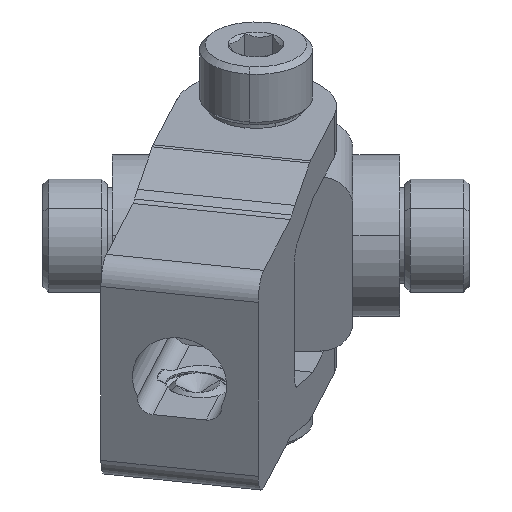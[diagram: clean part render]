
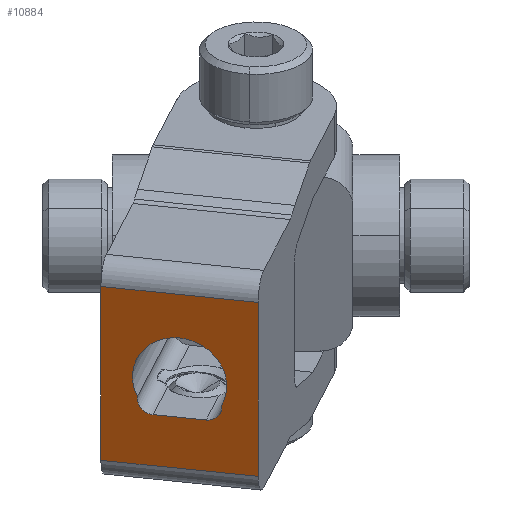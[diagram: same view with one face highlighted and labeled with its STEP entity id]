
A CAD part, top view. The second image highlights one B-rep face of the part: STEP entity #10884.
In plain terms, the highlighted face is planar.
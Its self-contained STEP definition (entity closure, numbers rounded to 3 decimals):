
#752 = EDGE_LOOP ( 'NONE', ( #982, #26141, #10180, #11375 ) ) ;
#763 = EDGE_CURVE ( 'NONE', #19800, #15757, #20423, .T. ) ;
#982 = ORIENTED_EDGE ( 'NONE', *, *, #11422, .F. ) ;
#1591 = CARTESIAN_POINT ( 'NONE',  ( -1.349, 7.679, -17. ) ) ;
#1636 = CARTESIAN_POINT ( 'NONE',  ( -2.48, 6.688, -17. ) ) ;
#2038 = CARTESIAN_POINT ( 'NONE',  ( -6., 10., -17. ) ) ;
#2497 = EDGE_CURVE ( 'NONE', #6093, #13308, #22284, .T. ) ;
#2580 = AXIS2_PLACEMENT_3D ( 'NONE', #22556, #12288, #24596 ) ;
#2693 = DIRECTION ( 'NONE',  ( 0., 1., 0. ) ) ;
#2782 = AXIS2_PLACEMENT_3D ( 'NONE', #15854, #19491, #21711 ) ;
#3172 = VERTEX_POINT ( 'NONE', #1636 ) ;
#3560 = AXIS2_PLACEMENT_3D ( 'NONE', #8264, #6232, #4185 ) ;
#3799 = CARTESIAN_POINT ( 'NONE',  ( 0., 10., -17. ) ) ;
#4042 = CARTESIAN_POINT ( 'NONE',  ( -1.349, 2.321, -17. ) ) ;
#4185 = DIRECTION ( 'NONE',  ( 1., 0., 0. ) ) ;
#4200 = VERTEX_POINT ( 'NONE', #10960 ) ;
#6093 = VERTEX_POINT ( 'NONE', #13727 ) ;
#6232 = DIRECTION ( 'NONE',  ( 0., 0., 1. ) ) ;
#6388 = CIRCLE ( 'NONE', #2580, 1. ) ;
#7519 = DIRECTION ( 'NONE',  ( 1., 0., 0. ) ) ;
#8023 = DIRECTION ( 'NONE',  ( 0., 1., 0. ) ) ;
#8167 = EDGE_CURVE ( 'NONE', #6093, #4200, #12010, .T. ) ;
#8264 = CARTESIAN_POINT ( 'NONE',  ( 0., 0., -17. ) ) ;
#10180 = ORIENTED_EDGE ( 'NONE', *, *, #23181, .F. ) ;
#10216 = CARTESIAN_POINT ( 'NONE',  ( -6., 0., -17. ) ) ;
#10797 = ORIENTED_EDGE ( 'NONE', *, *, #2497, .T. ) ;
#10884 = ADVANCED_FACE ( 'NONE', ( #17996, #12627 ), #22615, .F. ) ;
#10960 = CARTESIAN_POINT ( 'NONE',  ( 6., 10., -17. ) ) ;
#10975 = DIRECTION ( 'NONE',  ( -1., 0., 0. ) ) ;
#11067 = DIRECTION ( 'NONE',  ( 0., 0., -1. ) ) ;
#11138 = VECTOR ( 'NONE', #8023, 1000. ) ;
#11375 = ORIENTED_EDGE ( 'NONE', *, *, #19935, .T. ) ;
#11422 = EDGE_CURVE ( 'NONE', #15757, #19628, #22744, .T. ) ;
#12010 = LINE ( 'NONE', #24999, #12992 ) ;
#12189 = AXIS2_PLACEMENT_3D ( 'NONE', #21070, #11067, #10975 ) ;
#12288 = DIRECTION ( 'NONE',  ( 0., 0., -1. ) ) ;
#12627 = FACE_OUTER_BOUND ( 'NONE', #14638, .T. ) ;
#12992 = VECTOR ( 'NONE', #2693, 1000. ) ;
#13308 = VERTEX_POINT ( 'NONE', #10216 ) ;
#13350 = LINE ( 'NONE', #17862, #11138 ) ;
#13727 = CARTESIAN_POINT ( 'NONE',  ( 6., 0., -17. ) ) ;
#14638 = EDGE_LOOP ( 'NONE', ( #24704, #15938, #10797, #25817 ) ) ;
#15082 = LINE ( 'NONE', #3799, #26184 ) ;
#15757 = VERTEX_POINT ( 'NONE', #4042 ) ;
#15854 = CARTESIAN_POINT ( 'NONE',  ( -1.48, 3.312, -17. ) ) ;
#15907 = VERTEX_POINT ( 'NONE', #2038 ) ;
#15938 = ORIENTED_EDGE ( 'NONE', *, *, #8167, .F. ) ;
#17329 = CARTESIAN_POINT ( 'NONE',  ( -2.48, 3.312, -17. ) ) ;
#17508 = VECTOR ( 'NONE', #21519, 1000. ) ;
#17862 = CARTESIAN_POINT ( 'NONE',  ( -6., 0., -17. ) ) ;
#17996 = FACE_BOUND ( 'NONE', #752, .T. ) ;
#19491 = DIRECTION ( 'NONE',  ( 0., 0., -1. ) ) ;
#19628 = VERTEX_POINT ( 'NONE', #17329 ) ;
#19800 = VERTEX_POINT ( 'NONE', #1591 ) ;
#19935 = EDGE_CURVE ( 'NONE', #3172, #19628, #22938, .T. ) ;
#20382 = VECTOR ( 'NONE', #22125, 1000. ) ;
#20423 = CIRCLE ( 'NONE', #12189, 3. ) ;
#20554 = EDGE_CURVE ( 'NONE', #15907, #4200, #15082, .T. ) ;
#21070 = CARTESIAN_POINT ( 'NONE',  ( 0., 5., -17. ) ) ;
#21519 = DIRECTION ( 'NONE',  ( -1., 0., 0. ) ) ;
#21711 = DIRECTION ( 'NONE',  ( -1., 0., 0. ) ) ;
#22125 = DIRECTION ( 'NONE',  ( 0., -1., 0. ) ) ;
#22284 = LINE ( 'NONE', #25783, #17508 ) ;
#22556 = CARTESIAN_POINT ( 'NONE',  ( -1.48, 6.688, -17. ) ) ;
#22615 = PLANE ( 'NONE',  #3560 ) ;
#22744 = CIRCLE ( 'NONE', #2782, 1. ) ;
#22938 = LINE ( 'NONE', #24247, #20382 ) ;
#23021 = EDGE_CURVE ( 'NONE', #13308, #15907, #13350, .T. ) ;
#23181 = EDGE_CURVE ( 'NONE', #3172, #19800, #6388, .T. ) ;
#24247 = CARTESIAN_POINT ( 'NONE',  ( -2.48, 0., -17. ) ) ;
#24596 = DIRECTION ( 'NONE',  ( -1., 0., 0. ) ) ;
#24704 = ORIENTED_EDGE ( 'NONE', *, *, #20554, .T. ) ;
#24999 = CARTESIAN_POINT ( 'NONE',  ( 6., 0., -17. ) ) ;
#25783 = CARTESIAN_POINT ( 'NONE',  ( 0., 0., -17. ) ) ;
#25817 = ORIENTED_EDGE ( 'NONE', *, *, #23021, .T. ) ;
#26141 = ORIENTED_EDGE ( 'NONE', *, *, #763, .F. ) ;
#26184 = VECTOR ( 'NONE', #7519, 1000. ) ;
